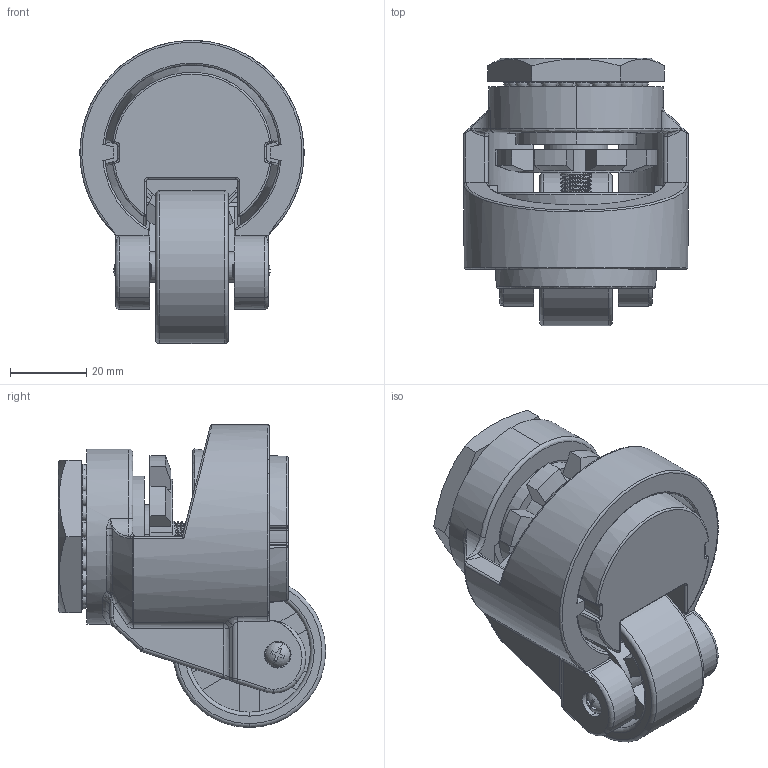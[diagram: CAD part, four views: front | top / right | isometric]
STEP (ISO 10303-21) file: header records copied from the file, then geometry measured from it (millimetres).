
FILE_DESCRIPTION (( 'STEP AP214' ), '1' );
FILE_NAME ('SK6-B4070S-E.STEP', '2024-03-21T03:27:15', ( '微软用户' ), ( '微软中国' ), 'SwSTEP 2.0', 'SolidWorks 2020', '' );
FILE_SCHEMA (( 'AUTOMOTIVE_DESIGN' ));
Length unit declared in the file: millimetre
Products named in the file (8): 6-B4070S-E-3; 6-B4070S-E-6; 6-B4070S-E-2; 6-B4070S-E-4; 6-B4070S-E-7; 6-B4070S-E-1; 6-B4070S-E-5; SK6-B4070S-E
Assembly tree (37 placements, depth 2):
  SK6-B4070S-E
    6-B4070S-E-2
    6-B4070S-E-1
    6-B4070S-E-3  x30
    6-B4070S-E-4
    6-B4070S-E-5
    6-B4070S-E-6
    6-B4070S-E-7  x2
Bounding box: 58.69 x 70 x 79.35 mm (x, y, z)
Volume: 110159.4 mm3; surface area: 48420 mm2
Topology: 38 solids, 38 shells, 815 faces, 2197 edges, 1374 vertices
Faces by surface type: cylinder 297, plane 207, bspline 194, sphere 66, cone 27, torus 24
Entity records: 42306 total; most frequent: CARTESIAN_POINT 26122, ORIENTED_EDGE 3658, DIRECTION 2987, EDGE_CURVE 1829, AXIS2_PLACEMENT_3D 1169, VERTEX_POINT 1147, EDGE_LOOP 740, ADVANCED_FACE 713
